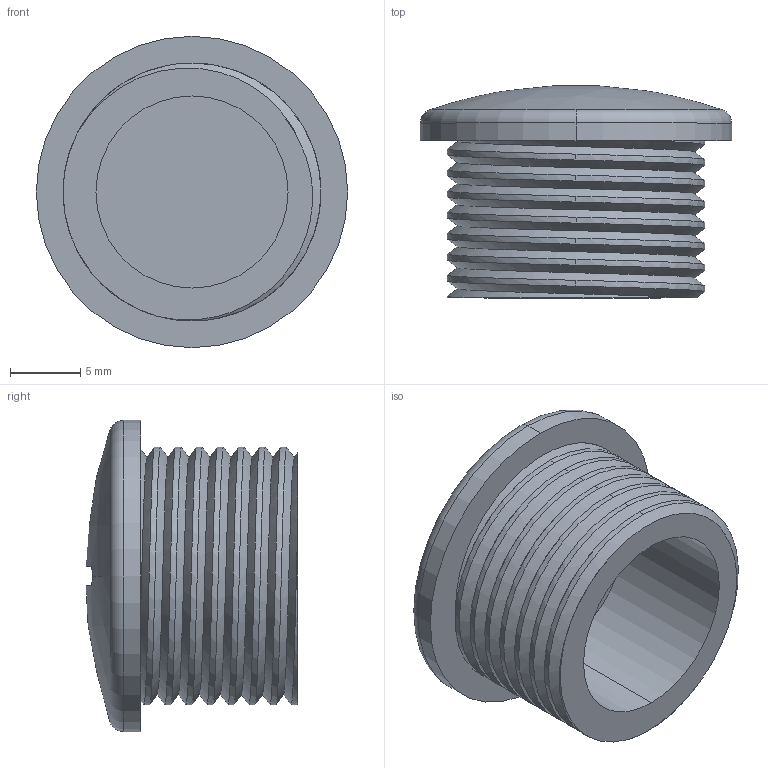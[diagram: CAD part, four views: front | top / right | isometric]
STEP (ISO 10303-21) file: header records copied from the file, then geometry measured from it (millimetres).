
FILE_DESCRIPTION (( 'STEP AP203' ), '1' );
FILE_NAME ('9092.STEP', '2020-07-28T17:21:49', ( '' ), ( '' ), 'SwSTEP 2.0', 'SolidWorks 2011', '' );
FILE_SCHEMA (( 'CONFIG_CONTROL_DESIGN' ));
Length unit declared in the file: millimetre
Products named in the file (1): 9092
Bounding box: 22.2 x 15.11 x 22.2 mm (x, y, z)
Volume: 2549.7 mm3; surface area: 2290.5 mm2
Topology: 1 solids, 2 shells, 38 faces, 94 edges, 62 vertices
Faces by surface type: cylinder 22, plane 8, bspline 4, torus 2, sphere 2
Entity records: 2763 total; most frequent: CARTESIAN_POINT 1897, ORIENTED_EDGE 188, DIRECTION 142, EDGE_CURVE 94, VERTEX_POINT 62, AXIS2_PLACEMENT_3D 57, EDGE_LOOP 40, ADVANCED_FACE 38
